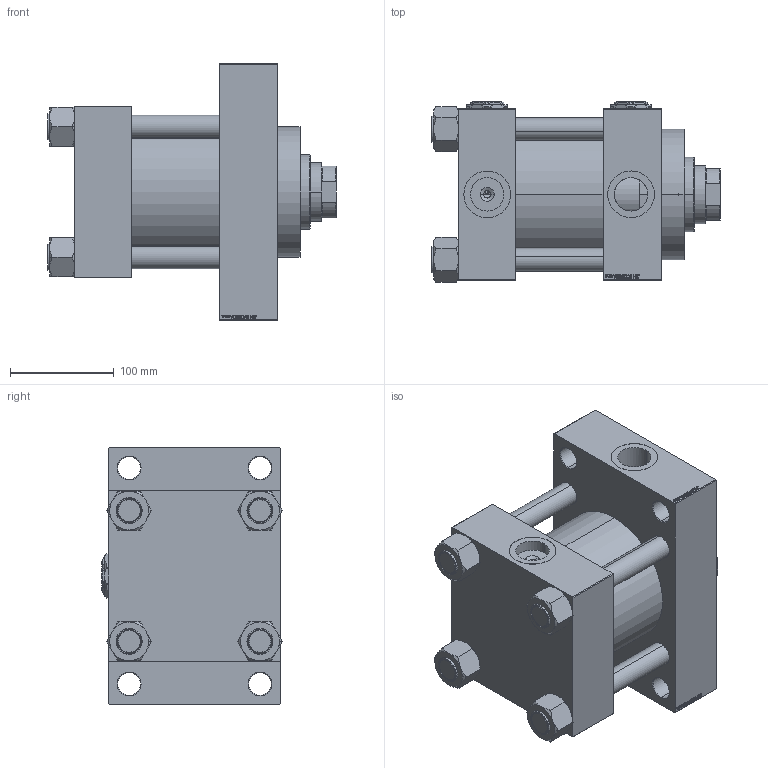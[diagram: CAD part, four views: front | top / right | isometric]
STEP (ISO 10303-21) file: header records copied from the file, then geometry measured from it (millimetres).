
FILE_DESCRIPTION (( 'STEP AP203' ), '1' );
FILE_NAME ('c74b.STEP', '2022-04-16T10:52:07', ( '' ), ( '' ), 'SwSTEP 2.0', 'SolidWorks 2019', '' );
FILE_SCHEMA (( 'CONFIG_CONTROL_DESIGN' ));
Length unit declared in the file: millimetre
Products named in the file (7): NUT_M5_D 582b7f95396bf096c9634497a2b7df12; V215CR_VCP_D 582b7f95396bf096c9634497a2b7df12; V215CR_D_Body 582b7f95396bf096c9634497a2b7df12; V215CR_D_TYCINKA 582b7f95396bf096c9634497a2b7df12; Zatka_pro_OIL_PORT 582b7f95396bf096c9634497a2b7df12; V215_VC_A 582b7f95396bf096c9634497a2b7df12; c74b
Assembly tree (13 placements, depth 2):
  c74b
    V215CR_D_Body 582b7f95396bf096c9634497a2b7df12
    V215CR_VCP_D 582b7f95396bf096c9634497a2b7df12
    NUT_M5_D 582b7f95396bf096c9634497a2b7df12  x4
    V215CR_D_TYCINKA 582b7f95396bf096c9634497a2b7df12  x4
    V215_VC_A 582b7f95396bf096c9634497a2b7df12
    Zatka_pro_OIL_PORT 582b7f95396bf096c9634497a2b7df12  x2
Bounding box: 278 x 174.07 x 247 mm (x, y, z)
Volume: 4901699.1 mm3; surface area: 544412.6 mm2
Topology: 13 solids, 13 shells, 1255 faces, 3152 edges, 2040 vertices
Faces by surface type: plane 594, bspline 368, cone 184, cylinder 101, torus 8
Entity records: 50005 total; most frequent: CARTESIAN_POINT 25964, ORIENTED_EDGE 5376, DIRECTION 3550, EDGE_CURVE 2688, VERTEX_POINT 1760, VECTOR 1566, LINE 1566, EDGE_LOOP 1196
